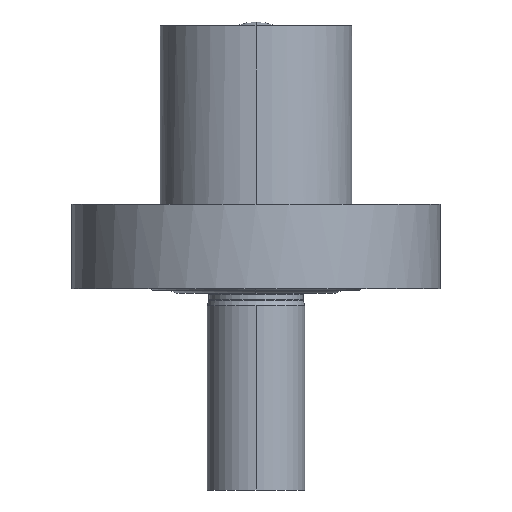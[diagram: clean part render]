
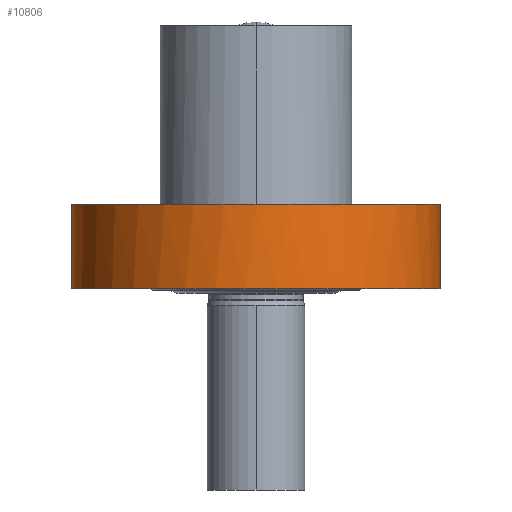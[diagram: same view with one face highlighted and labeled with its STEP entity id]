
A CAD part, left-side view. The second image highlights one B-rep face of the part: STEP entity #10806.
In plain terms, the highlighted cylindrical face has radius 24 mm (diameter 48 mm), a partial arc.
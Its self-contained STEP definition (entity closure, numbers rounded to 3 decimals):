
#308=CARTESIAN_POINT('',(0.,0.,4.));
#309=DIRECTION('',(0.,0.,-1.));
#310=DIRECTION('',(0.576,-0.817,0.));
#311=AXIS2_PLACEMENT_3D('',#308,#309,#310);
#313=CARTESIAN_POINT('',(0.,0.,4.));
#314=DIRECTION('',(0.,0.,-1.));
#315=DIRECTION('',(0.,-1.,0.));
#316=AXIS2_PLACEMENT_3D('',#313,#314,#315);
#318=CARTESIAN_POINT('',(0.,0.,4.));
#319=DIRECTION('',(0.,0.,-1.));
#320=DIRECTION('',(0.,1.,0.));
#321=AXIS2_PLACEMENT_3D('',#318,#319,#320);
#1239=DIRECTION('',(0.,0.,-1.));
#1240=VECTOR('',#1239,11.);
#1241=CARTESIAN_POINT('',(13.824,19.619,4.));
#1242=LINE('',#1241,#1240);
#1301=CARTESIAN_POINT('',(0.,0.,-7.));
#1302=DIRECTION('',(0.,0.,1.));
#1303=DIRECTION('',(0.576,0.817,0.));
#1304=AXIS2_PLACEMENT_3D('',#1301,#1302,#1303);
#1306=CARTESIAN_POINT('',(0.,0.,-7.));
#1307=DIRECTION('',(0.,0.,1.));
#1308=DIRECTION('',(0.,1.,0.));
#1309=AXIS2_PLACEMENT_3D('',#1306,#1307,#1308);
#1311=CARTESIAN_POINT('',(0.,0.,-7.));
#1312=DIRECTION('',(0.,0.,1.));
#1313=DIRECTION('',(-0.576,-0.817,0.));
#1314=AXIS2_PLACEMENT_3D('',#1311,#1312,#1313);
#1316=CARTESIAN_POINT('',(0.,0.,-7.));
#1317=DIRECTION('',(0.,0.,1.));
#1318=DIRECTION('',(0.,-1.,0.));
#1319=AXIS2_PLACEMENT_3D('',#1316,#1317,#1318);
#1325=DIRECTION('',(0.,0.,1.));
#1326=VECTOR('',#1325,11.);
#1327=CARTESIAN_POINT('',(13.824,-19.619,-7.));
#1328=LINE('',#1327,#1326);
#7458=CARTESIAN_POINT('',(13.824,-19.619,4.));
#7459=VERTEX_POINT('',#7458);
#7460=CARTESIAN_POINT('',(0.,24.,4.));
#7461=CARTESIAN_POINT('',(13.824,19.619,4.));
#7462=VERTEX_POINT('',#7460);
#7463=VERTEX_POINT('',#7461);
#7464=CARTESIAN_POINT('',(0.,-24.,4.));
#7465=VERTEX_POINT('',#7464);
#8394=CARTESIAN_POINT('',(13.824,19.619,-7.));
#8395=VERTEX_POINT('',#8394);
#8396=CARTESIAN_POINT('',(13.824,-19.619,-7.));
#8398=VERTEX_POINT('',#8396);
#8416=CARTESIAN_POINT('',(0.,24.,-7.));
#8417=VERTEX_POINT('',#8416);
#8418=CARTESIAN_POINT('',(-13.824,-19.619,-7.));
#8419=VERTEX_POINT('',#8418);
#8420=CARTESIAN_POINT('',(0.,-24.,-7.));
#8421=VERTEX_POINT('',#8420);
#10790=CARTESIAN_POINT('',(0.,0.,-7.22));
#10791=DIRECTION('',(0.,0.,1.));
#10792=DIRECTION('',(0.,1.,0.));
#10793=AXIS2_PLACEMENT_3D('',#10790,#10791,#10792);
#10794=CYLINDRICAL_SURFACE('',#10793,24.);
#10795=ORIENTED_EDGE('',*,*,#10060,.F.);
#10796=ORIENTED_EDGE('',*,*,#10046,.F.);
#10797=ORIENTED_EDGE('',*,*,#10044,.F.);
#10798=ORIENTED_EDGE('',*,*,#10042,.F.);
#10799=ORIENTED_EDGE('',*,*,#10040,.F.);
#10800=ORIENTED_EDGE('',*,*,#10008,.F.);
#10801=ORIENTED_EDGE('',*,*,#9464,.F.);
#10802=ORIENTED_EDGE('',*,*,#9462,.F.);
#10803=ORIENTED_EDGE('',*,*,#9460,.F.);
#10804=EDGE_LOOP('',(#10795,#10796,#10797,#10798,#10799,#10800,#10801,#10802,
#10803));
#10805=FACE_OUTER_BOUND('',#10804,.F.);
#10806=ADVANCED_FACE('',(#10805),#10794,.T.);
#312=CIRCLE('',#311,24.);
#317=CIRCLE('',#316,24.);
#322=CIRCLE('',#321,24.);
#1305=CIRCLE('',#1304,24.);
#1310=CIRCLE('',#1309,24.);
#1315=CIRCLE('',#1314,24.);
#1320=CIRCLE('',#1319,24.);
#9460=EDGE_CURVE('',#7459,#7465,#312,.T.);
#9462=EDGE_CURVE('',#7465,#7462,#317,.T.);
#9464=EDGE_CURVE('',#7462,#7463,#322,.T.);
#10008=EDGE_CURVE('',#7463,#8395,#1242,.T.);
#10040=EDGE_CURVE('',#8395,#8417,#1305,.T.);
#10042=EDGE_CURVE('',#8417,#8419,#1310,.T.);
#10044=EDGE_CURVE('',#8419,#8421,#1315,.T.);
#10046=EDGE_CURVE('',#8421,#8398,#1320,.T.);
#10060=EDGE_CURVE('',#8398,#7459,#1328,.T.);
